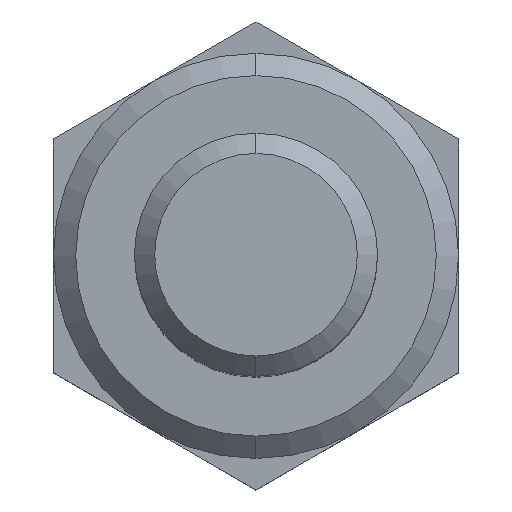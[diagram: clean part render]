
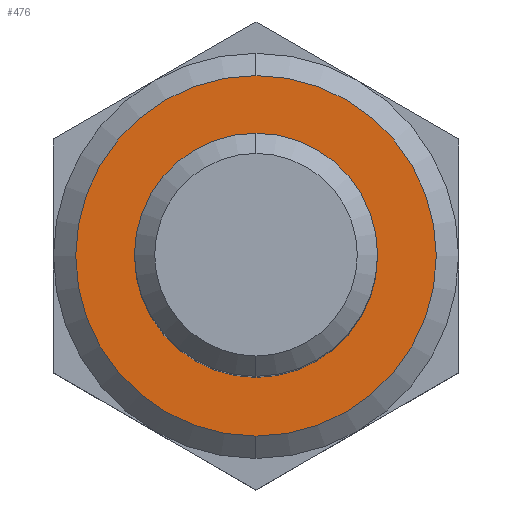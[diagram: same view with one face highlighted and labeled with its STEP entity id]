
A CAD part, top view. The second image highlights one B-rep face of the part: STEP entity #476.
In plain terms, the highlighted planar face has unit normal (0, 0, 1).
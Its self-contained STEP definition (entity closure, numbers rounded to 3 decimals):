
#7 = VERTEX_POINT ( 'NONE', #576 ) ;
#26 = DIRECTION ( 'NONE',  ( 0., 0., 1. ) ) ;
#35 = CIRCLE ( 'NONE', #193, 4.45 ) ;
#56 = EDGE_CURVE ( 'NONE', #1187, #1119, #625, .T. ) ;
#102 = CARTESIAN_POINT ( 'NONE',  ( -12.207, 45.225, -2.5 ) ) ;
#107 = DIRECTION ( 'NONE',  ( 0., 1., 0. ) ) ;
#193 = AXIS2_PLACEMENT_3D ( 'NONE', #1056, #323, #107 ) ;
#198 = FACE_OUTER_BOUND ( 'NONE', #967, .T. ) ;
#221 = DIRECTION ( 'NONE',  ( 0., 1., 0. ) ) ;
#301 = ORIENTED_EDGE ( 'NONE', *, *, #56, .F. ) ;
#317 = CARTESIAN_POINT ( 'NONE',  ( -12.207, 41.5, -2.5 ) ) ;
#323 = DIRECTION ( 'NONE',  ( 0., 0., 1. ) ) ;
#342 = VERTEX_POINT ( 'NONE', #941 ) ;
#404 = DIRECTION ( 'NONE',  ( 0., 1., 0. ) ) ;
#436 = CARTESIAN_POINT ( 'NONE',  ( -12.207, 41.5, -2.5 ) ) ;
#476 = ADVANCED_FACE ( 'NONE', ( #1139, #198 ), #953, .T. ) ;
#528 = EDGE_CURVE ( 'NONE', #7, #342, #35, .T. ) ;
#530 = CARTESIAN_POINT ( 'NONE',  ( -12.207, 38.5, -2.5 ) ) ;
#568 = CIRCLE ( 'NONE', #781, 3. ) ;
#576 = CARTESIAN_POINT ( 'NONE',  ( -12.207, 37.05, -2.5 ) ) ;
#584 = ORIENTED_EDGE ( 'NONE', *, *, #528, .T. ) ;
#604 = AXIS2_PLACEMENT_3D ( 'NONE', #102, #737, #1124 ) ;
#620 = DIRECTION ( 'NONE',  ( 0., 0., 1. ) ) ;
#625 = CIRCLE ( 'NONE', #1125, 3. ) ;
#627 = DIRECTION ( 'NONE',  ( 0., 1., 0. ) ) ;
#628 = CIRCLE ( 'NONE', #1130, 4.45 ) ;
#711 = ORIENTED_EDGE ( 'NONE', *, *, #974, .F. ) ;
#737 = DIRECTION ( 'NONE',  ( 0., 0., 1. ) ) ;
#747 = CARTESIAN_POINT ( 'NONE',  ( -12.207, 44.5, -2.5 ) ) ;
#760 = CARTESIAN_POINT ( 'NONE',  ( -12.207, 41.5, -2.5 ) ) ;
#781 = AXIS2_PLACEMENT_3D ( 'NONE', #317, #1078, #221 ) ;
#885 = EDGE_LOOP ( 'NONE', ( #711, #301 ) ) ;
#941 = CARTESIAN_POINT ( 'NONE',  ( -12.207, 45.95, -2.5 ) ) ;
#953 = PLANE ( 'NONE',  #604 ) ;
#967 = EDGE_LOOP ( 'NONE', ( #584, #1069 ) ) ;
#974 = EDGE_CURVE ( 'NONE', #1119, #1187, #568, .T. ) ;
#1056 = CARTESIAN_POINT ( 'NONE',  ( -12.207, 41.5, -2.5 ) ) ;
#1069 = ORIENTED_EDGE ( 'NONE', *, *, #1094, .T. ) ;
#1078 = DIRECTION ( 'NONE',  ( 0., 0., 1. ) ) ;
#1094 = EDGE_CURVE ( 'NONE', #342, #7, #628, .T. ) ;
#1119 = VERTEX_POINT ( 'NONE', #530 ) ;
#1124 = DIRECTION ( 'NONE',  ( 1., 0., 0. ) ) ;
#1125 = AXIS2_PLACEMENT_3D ( 'NONE', #760, #26, #404 ) ;
#1130 = AXIS2_PLACEMENT_3D ( 'NONE', #436, #620, #627 ) ;
#1139 = FACE_BOUND ( 'NONE', #885, .T. ) ;
#1187 = VERTEX_POINT ( 'NONE', #747 ) ;
